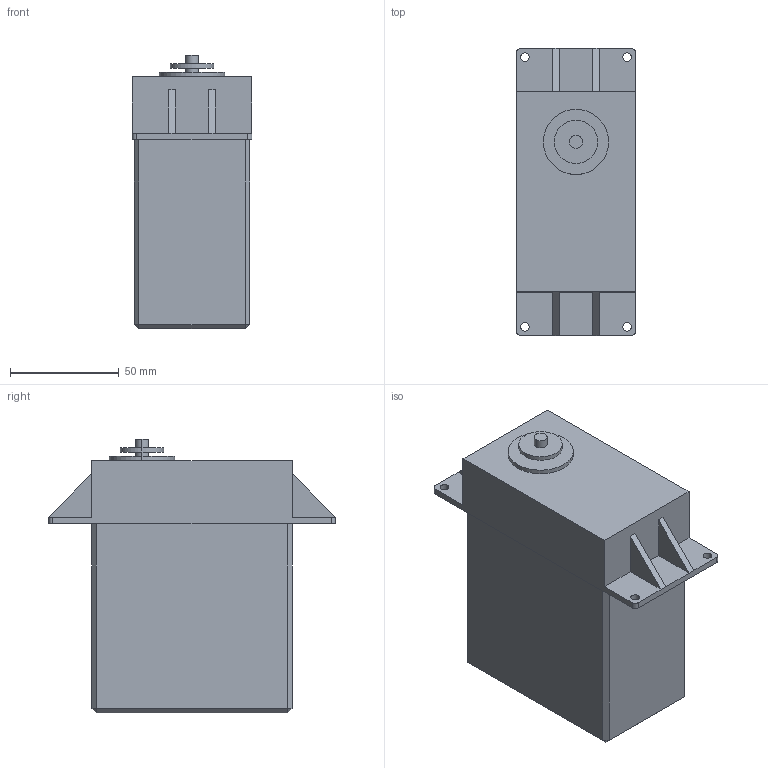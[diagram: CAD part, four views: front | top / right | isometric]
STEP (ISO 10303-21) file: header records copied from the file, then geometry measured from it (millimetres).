
FILE_DESCRIPTION (( 'STEP AP203' ), '1' );
FILE_NAME ('Meduim_Torque_servo_Default_sldprt.STEP', '2022-04-16T10:24:55', ( '' ), ( '' ), 'SwSTEP 2.0', 'SolidWorks 2019', '' );
FILE_SCHEMA (( 'CONFIG_CONTROL_DESIGN' ));
Length unit declared in the file: millimetre
Products named in the file (1): Meduim_Torque_servo_Default_sldprt
Bounding box: 55 x 132 x 126 mm (x, y, z)
Volume: 580747.9 mm3; surface area: 50262 mm2
Topology: 1 solids, 1 shells, 67 faces, 160 edges, 100 vertices
Faces by surface type: plane 47, cylinder 20
Entity records: 2007 total; most frequent: DIRECTION 336, CARTESIAN_POINT 328, ORIENTED_EDGE 320, EDGE_CURVE 160, LINE 120, VECTOR 120, AXIS2_PLACEMENT_3D 108, VERTEX_POINT 100
